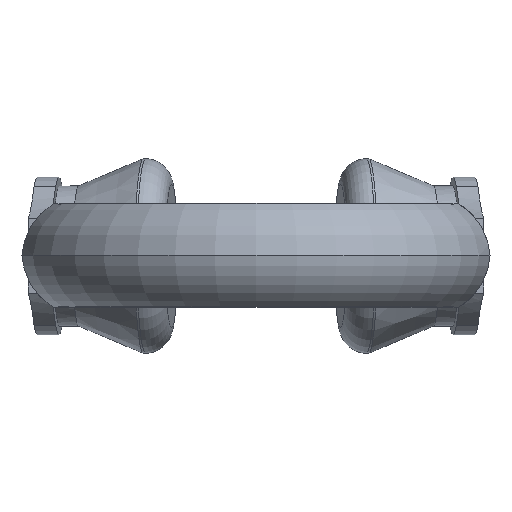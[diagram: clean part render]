
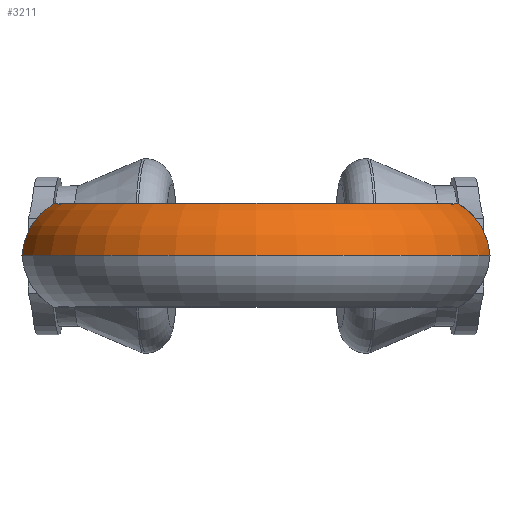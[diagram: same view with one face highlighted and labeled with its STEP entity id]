
A CAD part, top view. The second image highlights one B-rep face of the part: STEP entity #3211.
In plain terms, the highlighted toroidal (fillet/blend) face has major radius 40.036 mm and minor radius 15 mm.
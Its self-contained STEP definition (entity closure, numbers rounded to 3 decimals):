
#23=TOROIDAL_SURFACE('',#3316,40.036,15.);
#67=CIRCLE('',#3296,15.);
#79=CIRCLE('',#3308,15.);
#83=CIRCLE('',#3315,55.);
#84=CIRCLE('',#3317,47.63);
#661=FACE_OUTER_BOUND('',#837,.T.);
#837=EDGE_LOOP('',(#3007,#3008,#3009,#3010));
#1509=VERTEX_POINT('',#7343);
#1510=VERTEX_POINT('',#7345);
#1516=VERTEX_POINT('',#7502);
#1522=VERTEX_POINT('',#7514);
#2001=EDGE_CURVE('',#1509,#1510,#67,.T.);
#2015=EDGE_CURVE('',#1522,#1516,#79,.T.);
#2019=EDGE_CURVE('',#1509,#1516,#83,.T.);
#2020=EDGE_CURVE('',#1510,#1522,#84,.T.);
#3007=ORIENTED_EDGE('',*,*,#2019,.T.);
#3008=ORIENTED_EDGE('',*,*,#2015,.F.);
#3009=ORIENTED_EDGE('',*,*,#2020,.F.);
#3010=ORIENTED_EDGE('',*,*,#2001,.F.);
#3211=ADVANCED_FACE('',(#661),#23,.T.);
#3296=AXIS2_PLACEMENT_3D('',#7346,#3633,#3634);
#3308=AXIS2_PLACEMENT_3D('',#7516,#3659,#3660);
#3315=AXIS2_PLACEMENT_3D('',#7523,#3673,#3674);
#3316=AXIS2_PLACEMENT_3D('',#7524,#3675,#3676);
#3317=AXIS2_PLACEMENT_3D('',#7525,#3677,#3678);
#3633=DIRECTION('center_axis',(-0.182,0.,-0.983));
#3634=DIRECTION('ref_axis',(-0.498,0.862,0.092));
#3659=DIRECTION('center_axis',(0.182,0.,-0.983));
#3660=DIRECTION('ref_axis',(0.498,0.862,0.092));
#3673=DIRECTION('center_axis',(0.,1.,0.));
#3674=DIRECTION('ref_axis',(0.,0.,1.));
#3675=DIRECTION('center_axis',(0.,1.,0.));
#3676=DIRECTION('ref_axis',(0.,0.,1.));
#3677=DIRECTION('center_axis',(0.,1.,0.));
#3678=DIRECTION('ref_axis',(0.,0.,1.));
#7343=CARTESIAN_POINT('',(-54.083,0.,10.));
#7345=CARTESIAN_POINT('',(-46.836,11.9,8.66));
#7346=CARTESIAN_POINT('Origin',(-39.368,-1.036,7.279));
#7502=CARTESIAN_POINT('',(54.083,0.,10.));
#7514=CARTESIAN_POINT('',(46.836,11.9,8.66));
#7516=CARTESIAN_POINT('Origin',(39.368,-1.036,7.279));
#7523=CARTESIAN_POINT('Origin',(0.,0.,0.));
#7524=CARTESIAN_POINT('Origin',(0.,-1.036,0.));
#7525=CARTESIAN_POINT('Origin',(0.,11.9,0.));
